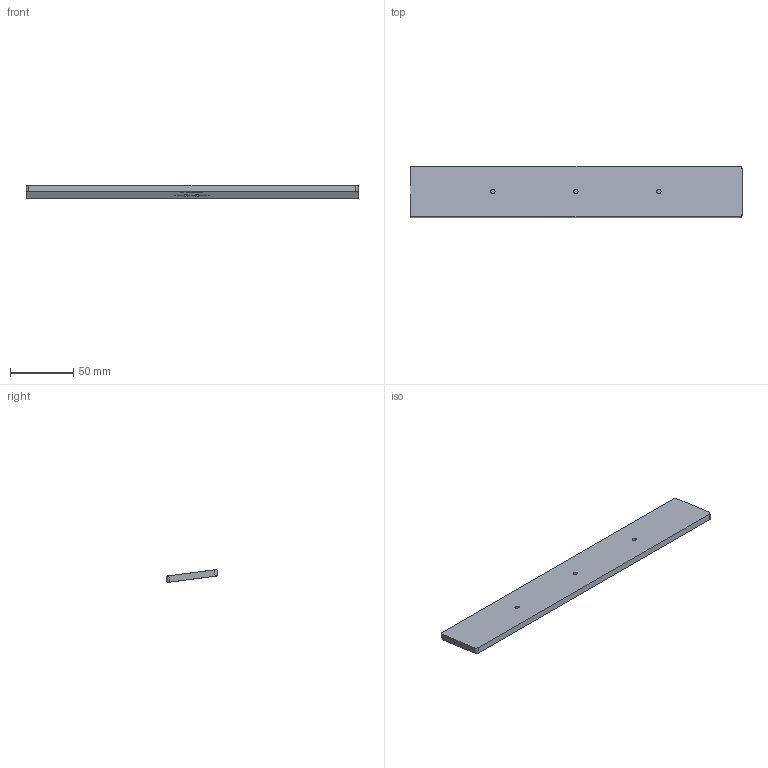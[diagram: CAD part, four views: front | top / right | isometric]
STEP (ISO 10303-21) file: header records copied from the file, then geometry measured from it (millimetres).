
FILE_DESCRIPTION(/* description */ (''),/* implementation_level */ '2;1');
FILE_NAME(/* name */ 'Weight.step',/* time_stamp */ '2022-08-30T09:56:17+08:00',/* author */ (''),/* organization */ (''),/* preprocessor_version */ 'ST-DEVELOPER v19',/* originating_system */ 'Autodesk Translation Framework v11.7.0.108',/* authorisation */ '');
FILE_SCHEMA (('AUTOMOTIVE_DESIGN { 1 0 10303 214 3 1 1 }'));
Length unit declared in the file: millimetre
Products named in the file (1): lin top-right-blocker
Bounding box: 261.71 x 40.63 x 10.22 mm (x, y, z)
Volume: 52607.5 mm3; surface area: 24288.2 mm2
Topology: 1 solids, 1 shells, 195 faces, 543 edges, 362 vertices
Faces by surface type: bspline 117, plane 71, cylinder 7
Full cylindrical faces by diameter (mm): 3.332 x3
Entity records: 7355 total; most frequent: CARTESIAN_POINT 3090, ORIENTED_EDGE 1086, EDGE_CURVE 543, DIRECTION 481, VERTEX_POINT 362, LINE 295, VECTOR 295, B_SPLINE_CURVE_WITH_KNOTS 234
